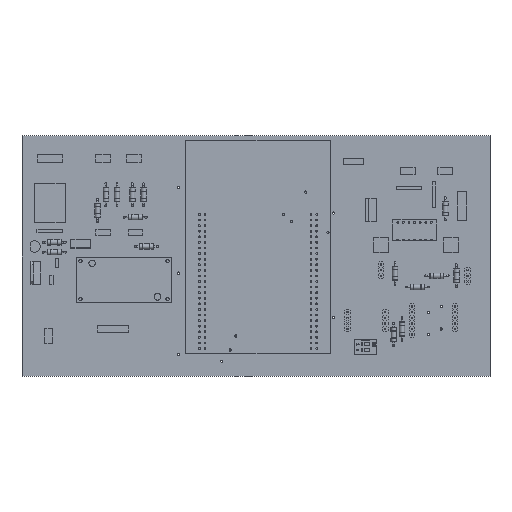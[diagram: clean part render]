
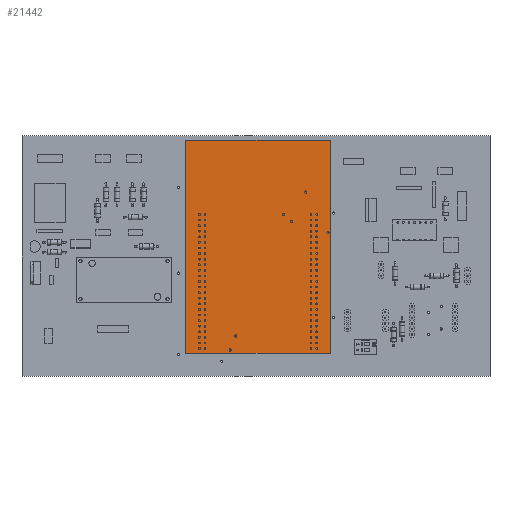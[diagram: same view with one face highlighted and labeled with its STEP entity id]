
A CAD part, top view. The second image highlights one B-rep face of the part: STEP entity #21442.
In plain terms, the highlighted planar face has unit normal (0, 0, 1).
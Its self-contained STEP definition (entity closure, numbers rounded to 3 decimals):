
#1069=PLANE('',#23396);
#2115=FACE_OUTER_BOUND('',#3764,.T.);
#3764=EDGE_LOOP('',(#15948,#15949,#15950,#15951));
#4961=LINE('',#31548,#7138);
#4964=LINE('',#31554,#7141);
#4967=LINE('',#31560,#7144);
#4970=LINE('',#31564,#7147);
#7138=VECTOR('',#26191,10.);
#7141=VECTOR('',#26196,10.);
#7144=VECTOR('',#26201,10.);
#7147=VECTOR('',#26206,10.);
#10149=VERTEX_POINT('',#31545);
#10150=VERTEX_POINT('',#31547);
#10152=VERTEX_POINT('',#31553);
#10154=VERTEX_POINT('',#31559);
#12271=EDGE_CURVE('',#10150,#10149,#4961,.T.);
#12274=EDGE_CURVE('',#10152,#10150,#4964,.T.);
#12277=EDGE_CURVE('',#10154,#10152,#4967,.T.);
#12280=EDGE_CURVE('',#10149,#10154,#4970,.T.);
#15948=ORIENTED_EDGE('',*,*,#12280,.T.);
#15949=ORIENTED_EDGE('',*,*,#12277,.T.);
#15950=ORIENTED_EDGE('',*,*,#12274,.T.);
#15951=ORIENTED_EDGE('',*,*,#12271,.T.);
#21442=ADVANCED_FACE('',(#2115),#1069,.T.);
#23396=AXIS2_PLACEMENT_3D('',#31565,#26207,#26208);
#26191=DIRECTION('',(-1.,0.,0.));
#26196=DIRECTION('',(0.,1.,0.));
#26201=DIRECTION('',(1.,0.,0.));
#26206=DIRECTION('',(0.,-1.,0.));
#26207=DIRECTION('center_axis',(0.,0.,1.));
#26208=DIRECTION('ref_axis',(1.,0.,0.));
#31545=CARTESIAN_POINT('',(-6.33,94.78,0.1));
#31547=CARTESIAN_POINT('',(59.57,94.78,0.1));
#31548=CARTESIAN_POINT('',(59.57,94.78,0.1));
#31553=CARTESIAN_POINT('',(59.57,-2.22,0.1));
#31554=CARTESIAN_POINT('',(59.57,-2.22,0.1));
#31559=CARTESIAN_POINT('',(-6.33,-2.22,0.1));
#31560=CARTESIAN_POINT('',(-6.33,-2.22,0.1));
#31564=CARTESIAN_POINT('',(-6.33,94.78,0.1));
#31565=CARTESIAN_POINT('Origin',(26.62,46.28,0.1));
